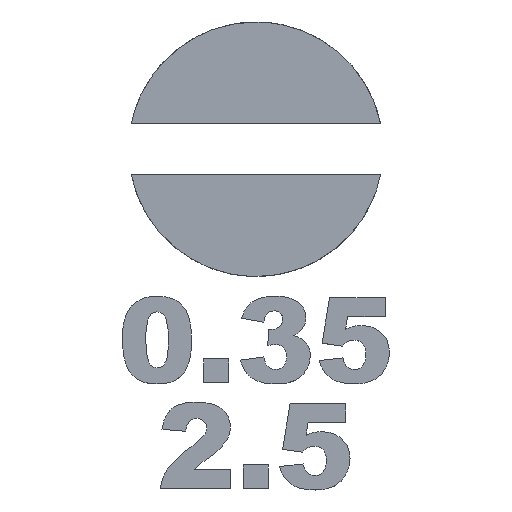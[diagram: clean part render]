
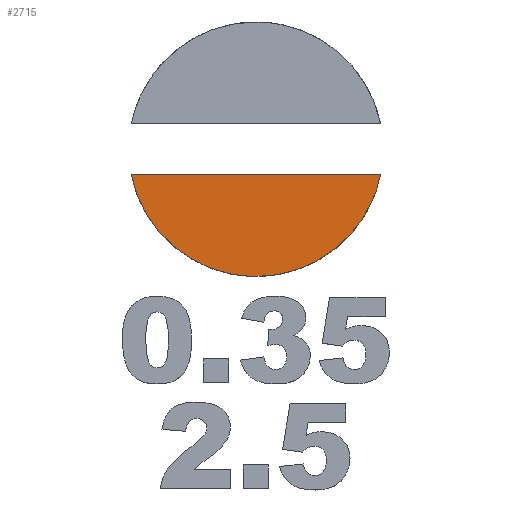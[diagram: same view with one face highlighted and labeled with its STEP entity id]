
A CAD part, top view. The second image highlights one B-rep face of the part: STEP entity #2715.
In plain terms, the highlighted planar face has unit normal (0, 0, 1).
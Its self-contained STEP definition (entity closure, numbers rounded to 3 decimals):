
#358=PLANE('',#2893);
#411=FACE_OUTER_BOUND('',#571,.T.);
#571=EDGE_LOOP('',(#1881,#1882,#1883));
#733=LINE('',#3331,#937);
#937=VECTOR('',#2956,10.);
#1137=(
BOUNDED_CURVE()
B_SPLINE_CURVE(3,(#3299,#3300,#3301,#3302),.UNSPECIFIED.,.F.,.F.)
B_SPLINE_CURVE_WITH_KNOTS((4,4),(0.,1.),.UNSPECIFIED.)
CURVE()
GEOMETRIC_REPRESENTATION_ITEM()
RATIONAL_B_SPLINE_CURVE((1.,1.,1.,1.))
REPRESENTATION_ITEM('')
);
#1139=(
BOUNDED_CURVE()
B_SPLINE_CURVE(3,(#3320,#3321,#3322,#3323),.UNSPECIFIED.,.F.,.F.)
B_SPLINE_CURVE_WITH_KNOTS((4,4),(0.,1.),.UNSPECIFIED.)
CURVE()
GEOMETRIC_REPRESENTATION_ITEM()
RATIONAL_B_SPLINE_CURVE((1.,1.,1.,1.))
REPRESENTATION_ITEM('')
);
#1147=VERTEX_POINT('',#3297);
#1148=VERTEX_POINT('',#3298);
#1151=VERTEX_POINT('',#3319);
#1434=EDGE_CURVE('',#1147,#1148,#1137,.T.);
#1438=EDGE_CURVE('',#1148,#1151,#1139,.T.);
#1441=EDGE_CURVE('',#1151,#1147,#733,.T.);
#1881=ORIENTED_EDGE('',*,*,#1441,.T.);
#1882=ORIENTED_EDGE('',*,*,#1434,.T.);
#1883=ORIENTED_EDGE('',*,*,#1438,.T.);
#2715=ADVANCED_FACE('',(#411),#358,.T.);
#2893=AXIS2_PLACEMENT_3D('',#3333,#2958,#2959);
#2956=DIRECTION('',(-1.,0.,0.));
#2958=DIRECTION('center_axis',(0.,0.,1.));
#2959=DIRECTION('ref_axis',(-1.,0.,0.));
#3297=CARTESIAN_POINT('',(64.124,-155.205,0.));
#3298=CARTESIAN_POINT('',(70.002,-160.,0.));
#3299=CARTESIAN_POINT('Ctrl Pts',(64.124,-155.205,0.));
#3300=CARTESIAN_POINT('Ctrl Pts',(64.682,-157.941,0.));
#3301=CARTESIAN_POINT('Ctrl Pts',(67.102,-160.,0.));
#3302=CARTESIAN_POINT('Ctrl Pts',(70.002,-160.,0.));
#3319=CARTESIAN_POINT('',(75.881,-155.205,0.));
#3320=CARTESIAN_POINT('Ctrl Pts',(70.002,-160.,0.));
#3321=CARTESIAN_POINT('Ctrl Pts',(72.904,-160.,0.));
#3322=CARTESIAN_POINT('Ctrl Pts',(75.324,-157.941,0.));
#3323=CARTESIAN_POINT('Ctrl Pts',(75.881,-155.205,0.));
#3331=CARTESIAN_POINT('',(75.881,-155.205,0.));
#3333=CARTESIAN_POINT('Origin',(70.002,-157.602,0.));
